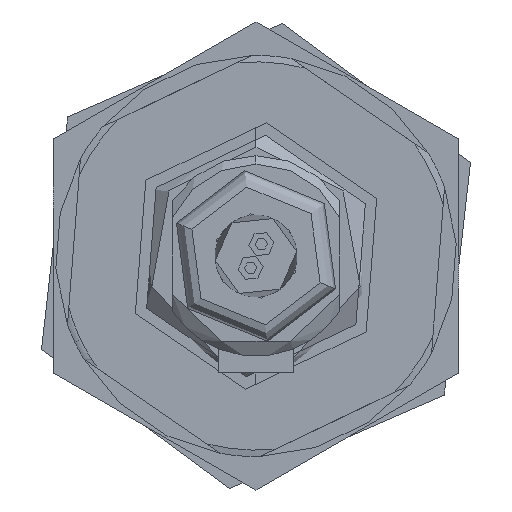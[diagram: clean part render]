
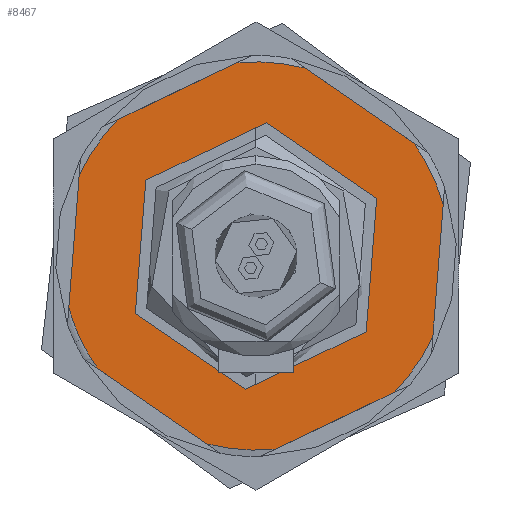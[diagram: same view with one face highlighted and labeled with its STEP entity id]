
A CAD part, front view. The second image highlights one B-rep face of the part: STEP entity #8467.
In plain terms, the highlighted face is planar.
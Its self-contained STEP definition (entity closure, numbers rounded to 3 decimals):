
#9 = AXIS2_PLACEMENT_3D ( 'NONE', #10971, #2303, #7724 ) ;
#17 = AXIS2_PLACEMENT_3D ( 'NONE', #1908, #2747, #5438 ) ;
#68 = CARTESIAN_POINT ( 'NONE',  ( -12.615, 0., 0. ) ) ;
#72 = EDGE_CURVE ( 'NONE', #10439, #9868, #4860, .T. ) ;
#82 = CARTESIAN_POINT ( 'NONE',  ( -3.944, 10.925, 0. ) ) ;
#94 = CARTESIAN_POINT ( 'NONE',  ( 11.433, 2.047, 0. ) ) ;
#189 = FACE_OUTER_BOUND ( 'NONE', #7948, .T. ) ;
#329 = VERTEX_POINT ( 'NONE', #1894 ) ;
#424 = AXIS2_PLACEMENT_3D ( 'NONE', #3105, #8421, #7054 ) ;
#453 = VERTEX_POINT ( 'NONE', #9268 ) ;
#562 = ORIENTED_EDGE ( 'NONE', *, *, #9711, .F. ) ;
#590 = LINE ( 'NONE', #5133, #11357 ) ;
#634 = LINE ( 'NONE', #7893, #7781 ) ;
#655 = DIRECTION ( 'NONE',  ( 0.5, 0.866, 0. ) ) ;
#708 = CARTESIAN_POINT ( 'NONE',  ( -8., 0., 0. ) ) ;
#783 = CIRCLE ( 'NONE', #9, 8. ) ;
#810 = ORIENTED_EDGE ( 'NONE', *, *, #11356, .F. ) ;
#836 = CARTESIAN_POINT ( 'NONE',  ( 3.944, -10.925, 0. ) ) ;
#958 = CIRCLE ( 'NONE', #10363, 11.615 ) ;
#980 = ORIENTED_EDGE ( 'NONE', *, *, #4750, .F. ) ;
#1012 = EDGE_LOOP ( 'NONE', ( #2728, #7309 ) ) ;
#1202 = CARTESIAN_POINT ( 'NONE',  ( 0., 0., 0. ) ) ;
#1205 = DIRECTION ( 'NONE',  ( 1., 0., 0. ) ) ;
#1313 = DIRECTION ( 'NONE',  ( 0., 0., -1. ) ) ;
#1362 = VECTOR ( 'NONE', #4234, 1000. ) ;
#1383 = CARTESIAN_POINT ( 'NONE',  ( 0., 0., 0. ) ) ;
#1405 = CIRCLE ( 'NONE', #2907, 11.615 ) ;
#1431 = DIRECTION ( 'NONE',  ( 0., 0., 1. ) ) ;
#1453 = VERTEX_POINT ( 'NONE', #5264 ) ;
#1477 = CARTESIAN_POINT ( 'NONE',  ( 0., 0., 0. ) ) ;
#1641 = VERTEX_POINT ( 'NONE', #708 ) ;
#1730 = ORIENTED_EDGE ( 'NONE', *, *, #11633, .F. ) ;
#1775 = EDGE_CURVE ( 'NONE', #2776, #329, #10252, .T. ) ;
#1894 = CARTESIAN_POINT ( 'NONE',  ( -11.433, 2.047, 0. ) ) ;
#1908 = CARTESIAN_POINT ( 'NONE',  ( 0., 0., 0. ) ) ;
#2023 = DIRECTION ( 'NONE',  ( -1., 0., 0. ) ) ;
#2299 = VERTEX_POINT ( 'NONE', #6543 ) ;
#2303 = DIRECTION ( 'NONE',  ( 0., 0., -1. ) ) ;
#2382 = DIRECTION ( 'NONE',  ( 0., 0., 1. ) ) ;
#2588 = CARTESIAN_POINT ( 'NONE',  ( 0., 0., 0. ) ) ;
#2688 = CARTESIAN_POINT ( 'NONE',  ( -7.489, 8.878, 0. ) ) ;
#2728 = ORIENTED_EDGE ( 'NONE', *, *, #6220, .F. ) ;
#2747 = DIRECTION ( 'NONE',  ( 0., 0., 1. ) ) ;
#2776 = VERTEX_POINT ( 'NONE', #2688 ) ;
#2907 = AXIS2_PLACEMENT_3D ( 'NONE', #1383, #10344, #7509 ) ;
#2909 = PLANE ( 'NONE',  #17 ) ;
#3105 = CARTESIAN_POINT ( 'NONE',  ( 0., 0., 0. ) ) ;
#3319 = LINE ( 'NONE', #4139, #8902 ) ;
#3543 = DIRECTION ( 'NONE',  ( 0.5, -0.866, 0. ) ) ;
#3646 = VERTEX_POINT ( 'NONE', #10113 ) ;
#3842 = FACE_BOUND ( 'NONE', #1012, .T. ) ;
#4139 = CARTESIAN_POINT ( 'NONE',  ( 6.308, 10.925, 0. ) ) ;
#4234 = DIRECTION ( 'NONE',  ( -0.5, 0.866, 0. ) ) ;
#4507 = VERTEX_POINT ( 'NONE', #8408 ) ;
#4662 = ORIENTED_EDGE ( 'NONE', *, *, #10823, .F. ) ;
#4750 = EDGE_CURVE ( 'NONE', #329, #7901, #9414, .T. ) ;
#4850 = DIRECTION ( 'NONE',  ( 0., 0., 1. ) ) ;
#4860 = CIRCLE ( 'NONE', #11451, 11.615 ) ;
#5048 = ORIENTED_EDGE ( 'NONE', *, *, #6900, .F. ) ;
#5133 = CARTESIAN_POINT ( 'NONE',  ( 6.308, -10.925, 0. ) ) ;
#5136 = ORIENTED_EDGE ( 'NONE', *, *, #1775, .F. ) ;
#5264 = CARTESIAN_POINT ( 'NONE',  ( -11.433, -2.047, 0. ) ) ;
#5378 = EDGE_CURVE ( 'NONE', #3646, #10894, #958, .T. ) ;
#5438 = DIRECTION ( 'NONE',  ( 1., 0., 0. ) ) ;
#5498 = AXIS2_PLACEMENT_3D ( 'NONE', #2588, #5935, #10547 ) ;
#5515 = CARTESIAN_POINT ( 'NONE',  ( 3.944, 10.925, 0. ) ) ;
#5537 = VECTOR ( 'NONE', #3543, 1000. ) ;
#5622 = VERTEX_POINT ( 'NONE', #82 ) ;
#5935 = DIRECTION ( 'NONE',  ( 0., 0., 1. ) ) ;
#6031 = EDGE_CURVE ( 'NONE', #7901, #1453, #6596, .T. ) ;
#6036 = AXIS2_PLACEMENT_3D ( 'NONE', #9540, #6155, #11596 ) ;
#6058 = LINE ( 'NONE', #8854, #1362 ) ;
#6069 = ORIENTED_EDGE ( 'NONE', *, *, #7278, .F. ) ;
#6155 = DIRECTION ( 'NONE',  ( 0., 0., 1. ) ) ;
#6220 = EDGE_CURVE ( 'NONE', #2299, #1641, #9076, .T. ) ;
#6543 = CARTESIAN_POINT ( 'NONE',  ( 8., 0., 0. ) ) ;
#6574 = CARTESIAN_POINT ( 'NONE',  ( -6.308, 10.925, 0. ) ) ;
#6596 = CIRCLE ( 'NONE', #6036, 11.615 ) ;
#6824 = VERTEX_POINT ( 'NONE', #11568 ) ;
#6900 = EDGE_CURVE ( 'NONE', #1453, #4507, #8159, .T. ) ;
#7054 = DIRECTION ( 'NONE',  ( -1., 0., 0. ) ) ;
#7278 = EDGE_CURVE ( 'NONE', #4507, #453, #1405, .T. ) ;
#7309 = ORIENTED_EDGE ( 'NONE', *, *, #8006, .F. ) ;
#7500 = DIRECTION ( 'NONE',  ( -1., 0., 0. ) ) ;
#7509 = DIRECTION ( 'NONE',  ( -1., 0., 0. ) ) ;
#7535 = VECTOR ( 'NONE', #7659, 1000. ) ;
#7659 = DIRECTION ( 'NONE',  ( -0.5, -0.866, 0. ) ) ;
#7724 = DIRECTION ( 'NONE',  ( 1., 0., 0. ) ) ;
#7781 = VECTOR ( 'NONE', #9669, 1000. ) ;
#7893 = CARTESIAN_POINT ( 'NONE',  ( -6.308, -10.925, 0. ) ) ;
#7901 = VERTEX_POINT ( 'NONE', #8048 ) ;
#7948 = EDGE_LOOP ( 'NONE', ( #6069, #5048, #11412, #980, #5136, #10078, #810, #11426, #1730, #4662, #8326, #11623, #562 ) ) ;
#8006 = EDGE_CURVE ( 'NONE', #1641, #2299, #783, .T. ) ;
#8048 = CARTESIAN_POINT ( 'NONE',  ( -11.615, 0., 0. ) ) ;
#8159 = LINE ( 'NONE', #68, #5537 ) ;
#8326 = ORIENTED_EDGE ( 'NONE', *, *, #10461, .F. ) ;
#8408 = CARTESIAN_POINT ( 'NONE',  ( -7.489, -8.878, 0. ) ) ;
#8421 = DIRECTION ( 'NONE',  ( 0., 0., 1. ) ) ;
#8467 = ADVANCED_FACE ( 'NONE', ( #3842, #189 ), #2909, .F. ) ;
#8854 = CARTESIAN_POINT ( 'NONE',  ( 12.615, 0., 0. ) ) ;
#8902 = VECTOR ( 'NONE', #10466, 1000. ) ;
#9076 = CIRCLE ( 'NONE', #9602, 8. ) ;
#9268 = CARTESIAN_POINT ( 'NONE',  ( -3.944, -10.925, 0. ) ) ;
#9414 = CIRCLE ( 'NONE', #9992, 11.615 ) ;
#9521 = CARTESIAN_POINT ( 'NONE',  ( 0., 0., 0. ) ) ;
#9540 = CARTESIAN_POINT ( 'NONE',  ( 0., 0., 0. ) ) ;
#9602 = AXIS2_PLACEMENT_3D ( 'NONE', #10343, #1313, #1205 ) ;
#9626 = DIRECTION ( 'NONE',  ( -1., 0., 0. ) ) ;
#9669 = DIRECTION ( 'NONE',  ( 1., 0., 0. ) ) ;
#9711 = EDGE_CURVE ( 'NONE', #453, #10439, #634, .T. ) ;
#9868 = VERTEX_POINT ( 'NONE', #10665 ) ;
#9992 = AXIS2_PLACEMENT_3D ( 'NONE', #1477, #2382, #9626 ) ;
#10078 = ORIENTED_EDGE ( 'NONE', *, *, #10992, .F. ) ;
#10113 = CARTESIAN_POINT ( 'NONE',  ( 7.489, 8.878, 0. ) ) ;
#10219 = CIRCLE ( 'NONE', #5498, 11.615 ) ;
#10252 = LINE ( 'NONE', #6574, #7535 ) ;
#10343 = CARTESIAN_POINT ( 'NONE',  ( 0., 0., 0. ) ) ;
#10344 = DIRECTION ( 'NONE',  ( 0., 0., 1. ) ) ;
#10363 = AXIS2_PLACEMENT_3D ( 'NONE', #1202, #4850, #2023 ) ;
#10439 = VERTEX_POINT ( 'NONE', #836 ) ;
#10461 = EDGE_CURVE ( 'NONE', #9868, #6824, #590, .T. ) ;
#10466 = DIRECTION ( 'NONE',  ( -1., 0., 0. ) ) ;
#10547 = DIRECTION ( 'NONE',  ( -1., 0., 0. ) ) ;
#10605 = CIRCLE ( 'NONE', #424, 11.615 ) ;
#10665 = CARTESIAN_POINT ( 'NONE',  ( 7.489, -8.878, 0. ) ) ;
#10823 = EDGE_CURVE ( 'NONE', #6824, #11120, #10219, .T. ) ;
#10894 = VERTEX_POINT ( 'NONE', #5515 ) ;
#10971 = CARTESIAN_POINT ( 'NONE',  ( 0., 0., 0. ) ) ;
#10992 = EDGE_CURVE ( 'NONE', #5622, #2776, #10605, .T. ) ;
#11120 = VERTEX_POINT ( 'NONE', #94 ) ;
#11356 = EDGE_CURVE ( 'NONE', #10894, #5622, #3319, .T. ) ;
#11357 = VECTOR ( 'NONE', #655, 1000. ) ;
#11412 = ORIENTED_EDGE ( 'NONE', *, *, #6031, .F. ) ;
#11426 = ORIENTED_EDGE ( 'NONE', *, *, #5378, .F. ) ;
#11451 = AXIS2_PLACEMENT_3D ( 'NONE', #9521, #1431, #7500 ) ;
#11568 = CARTESIAN_POINT ( 'NONE',  ( 11.433, -2.047, 0. ) ) ;
#11596 = DIRECTION ( 'NONE',  ( -1., 0., 0. ) ) ;
#11623 = ORIENTED_EDGE ( 'NONE', *, *, #72, .F. ) ;
#11633 = EDGE_CURVE ( 'NONE', #11120, #3646, #6058, .T. ) ;
